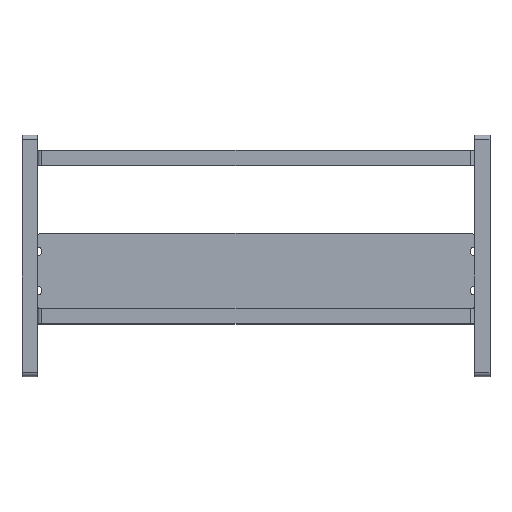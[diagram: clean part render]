
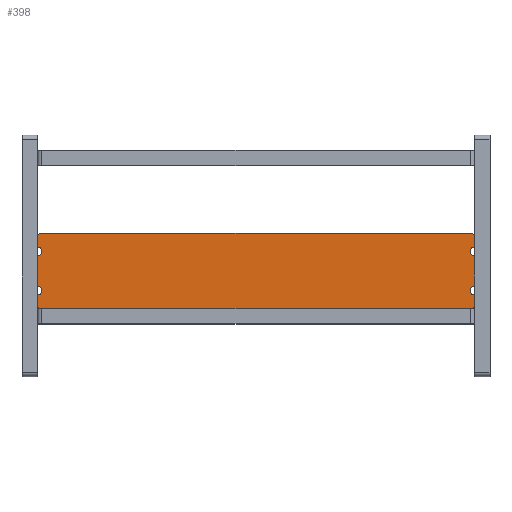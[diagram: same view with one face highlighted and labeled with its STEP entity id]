
A CAD part, top view. The second image highlights one B-rep face of the part: STEP entity #398.
In plain terms, the highlighted face is planar.
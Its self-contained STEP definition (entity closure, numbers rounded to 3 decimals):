
#398=ADVANCED_FACE('',(#1126),#1128,.F.);
#1126=FACE_BOUND('',#1127,.T.);
#1127=EDGE_LOOP('',(#1725,#1726,#1727,#1728,#1729,#1730,#1731,#1732,#1733,#1734,
#1735,#1736,#1737,#1738,#1739,#1740,#1741,#1742,#1743,#1744));
#1128=PLANE('',#1129);
#1129=AXIS2_PLACEMENT_3D('',#1130,#1131,#1132);
#1130=CARTESIAN_POINT('',(0.,-5.,0.));
#1131=DIRECTION('',(0.,1.,0.));
#1132=DIRECTION('',(-1.,0.,0.));
#1725=ORIENTED_EDGE('',*,*,#2057,.F.);
#1726=ORIENTED_EDGE('',*,*,#2052,.F.);
#1727=ORIENTED_EDGE('',*,*,#2047,.F.);
#1728=ORIENTED_EDGE('',*,*,#2044,.F.);
#1729=ORIENTED_EDGE('',*,*,#2041,.F.);
#1730=ORIENTED_EDGE('',*,*,#2038,.F.);
#1731=ORIENTED_EDGE('',*,*,#2035,.F.);
#1732=ORIENTED_EDGE('',*,*,#2032,.F.);
#1733=ORIENTED_EDGE('',*,*,#2058,.F.);
#1734=ORIENTED_EDGE('',*,*,#2030,.F.);
#1735=ORIENTED_EDGE('',*,*,#2059,.F.);
#1736=ORIENTED_EDGE('',*,*,#2026,.F.);
#1737=ORIENTED_EDGE('',*,*,#2021,.F.);
#1738=ORIENTED_EDGE('',*,*,#2018,.F.);
#1739=ORIENTED_EDGE('',*,*,#2015,.F.);
#1740=ORIENTED_EDGE('',*,*,#2012,.F.);
#1741=ORIENTED_EDGE('',*,*,#2009,.F.);
#1742=ORIENTED_EDGE('',*,*,#2006,.F.);
#1743=ORIENTED_EDGE('',*,*,#2060,.F.);
#1744=ORIENTED_EDGE('',*,*,#2002,.F.);
#2002=EDGE_CURVE('',#2461,#2464,#2465,.T.);
#2006=EDGE_CURVE('',#2469,#2472,#2473,.T.);
#2009=EDGE_CURVE('',#2472,#2477,#2478,.T.);
#2012=EDGE_CURVE('',#2477,#2482,#2483,.T.);
#2015=EDGE_CURVE('',#2482,#2487,#2488,.T.);
#2018=EDGE_CURVE('',#2487,#2492,#2493,.T.);
#2021=EDGE_CURVE('',#2492,#2497,#2498,.T.);
#2026=EDGE_CURVE('',#2497,#2502,#2506,.T.);
#2030=EDGE_CURVE('',#2512,#2507,#2514,.T.);
#2032=EDGE_CURVE('',#2515,#2518,#2519,.T.);
#2035=EDGE_CURVE('',#2518,#2523,#2524,.T.);
#2038=EDGE_CURVE('',#2523,#2528,#2529,.T.);
#2041=EDGE_CURVE('',#2528,#2533,#2534,.T.);
#2044=EDGE_CURVE('',#2533,#2538,#2539,.T.);
#2047=EDGE_CURVE('',#2538,#2543,#2544,.T.);
#2052=EDGE_CURVE('',#2543,#2548,#2552,.T.);
#2057=EDGE_CURVE('',#2548,#2461,#2557,.F.);
#2058=EDGE_CURVE('',#2507,#2515,#2558,.F.);
#2059=EDGE_CURVE('',#2502,#2512,#2559,.F.);
#2060=EDGE_CURVE('',#2464,#2469,#2560,.F.);
#2461=VERTEX_POINT('',#3511);
#2464=VERTEX_POINT('',#3516);
#2465=LINE('',#3517,#3518);
#2469=VERTEX_POINT('',#3527);
#2472=VERTEX_POINT('',#3532);
#2473=LINE('',#3533,#3534);
#2477=VERTEX_POINT('',#3543);
#2478=CIRCLE('',#3544,3.);
#2482=VERTEX_POINT('',#3556);
#2483=LINE('',#3557,#3558);
#2487=VERTEX_POINT('',#3567);
#2488=LINE('',#3568,#3569);
#2492=VERTEX_POINT('',#3578);
#2493=LINE('',#3579,#3580);
#2497=VERTEX_POINT('',#3589);
#2498=CIRCLE('',#3590,3.);
#2502=VERTEX_POINT('',#3602);
#2506=LINE('',#3610,#3611);
#2507=VERTEX_POINT('',#3613);
#2512=VERTEX_POINT('',#3622);
#2514=LINE('',#3626,#3627);
#2515=VERTEX_POINT('',#3629);
#2518=VERTEX_POINT('',#3634);
#2519=LINE('',#3635,#3636);
#2523=VERTEX_POINT('',#3645);
#2524=CIRCLE('',#3646,3.);
#2528=VERTEX_POINT('',#3658);
#2529=LINE('',#3659,#3660);
#2533=VERTEX_POINT('',#3669);
#2534=LINE('',#3670,#3671);
#2538=VERTEX_POINT('',#3680);
#2539=LINE('',#3681,#3682);
#2543=VERTEX_POINT('',#3691);
#2544=CIRCLE('',#3692,3.);
#2548=VERTEX_POINT('',#3704);
#2552=LINE('',#3712,#3713);
#2557=CIRCLE('',#3731,3.);
#2558=CIRCLE('',#3735,3.);
#2559=CIRCLE('',#3739,3.);
#2560=CIRCLE('',#3743,3.);
#3511=CARTESIAN_POINT('',(-142.,-5.,25.));
#3516=CARTESIAN_POINT('',(142.,-5.,25.));
#3517=CARTESIAN_POINT('',(-142.,-5.,25.));
#3518=VECTOR('',#3519,1.);
#3519=DIRECTION('',(1.,0.,0.));
#3527=CARTESIAN_POINT('',(145.,-5.,22.));
#3532=CARTESIAN_POINT('',(145.,-5.,16.));
#3533=CARTESIAN_POINT('',(145.,-5.,22.));
#3534=VECTOR('',#3535,1.);
#3535=DIRECTION('',(0.,0.,-1.));
#3543=CARTESIAN_POINT('',(145.,-5.,10.));
#3544=AXIS2_PLACEMENT_3D('',#3545,#3546,#3547);
#3545=CARTESIAN_POINT('',(145.,-5.,13.));
#3546=DIRECTION('',(0.,-1.,0.));
#3547=DIRECTION('',(0.,0.,1.));
#3556=CARTESIAN_POINT('',(155.,-5.,10.));
#3557=CARTESIAN_POINT('',(145.,-5.,10.));
#3558=VECTOR('',#3559,1.);
#3559=DIRECTION('',(1.,0.,0.));
#3567=CARTESIAN_POINT('',(155.,-5.,-10.));
#3568=CARTESIAN_POINT('',(155.,-5.,10.));
#3569=VECTOR('',#3570,1.);
#3570=DIRECTION('',(0.,0.,-1.));
#3578=CARTESIAN_POINT('',(145.,-5.,-10.));
#3579=CARTESIAN_POINT('',(155.,-5.,-10.));
#3580=VECTOR('',#3581,1.);
#3581=DIRECTION('',(-1.,0.,0.));
#3589=CARTESIAN_POINT('',(145.,-5.,-16.));
#3590=AXIS2_PLACEMENT_3D('',#3591,#3592,#3593);
#3591=CARTESIAN_POINT('',(145.,-5.,-13.));
#3592=DIRECTION('',(0.,-1.,0.));
#3593=DIRECTION('',(0.,0.,1.));
#3602=CARTESIAN_POINT('',(145.,-5.,-22.));
#3610=CARTESIAN_POINT('',(145.,-5.,-16.));
#3611=VECTOR('',#3612,1.);
#3612=DIRECTION('',(0.,0.,-1.));
#3613=CARTESIAN_POINT('',(-142.,-5.,-25.));
#3622=CARTESIAN_POINT('',(142.,-5.,-25.));
#3626=CARTESIAN_POINT('',(142.,-5.,-25.));
#3627=VECTOR('',#3628,1.);
#3628=DIRECTION('',(-1.,0.,0.));
#3629=CARTESIAN_POINT('',(-145.,-5.,-22.));
#3634=CARTESIAN_POINT('',(-145.,-5.,-16.));
#3635=CARTESIAN_POINT('',(-145.,-5.,-22.));
#3636=VECTOR('',#3637,1.);
#3637=DIRECTION('',(0.,0.,1.));
#3645=CARTESIAN_POINT('',(-145.,-5.,-10.));
#3646=AXIS2_PLACEMENT_3D('',#3647,#3648,#3649);
#3647=CARTESIAN_POINT('',(-145.,-5.,-13.));
#3648=DIRECTION('',(0.,-1.,0.));
#3649=DIRECTION('',(0.,0.,-1.));
#3658=CARTESIAN_POINT('',(-155.,-5.,-10.));
#3659=CARTESIAN_POINT('',(-145.,-5.,-10.));
#3660=VECTOR('',#3661,1.);
#3661=DIRECTION('',(-1.,0.,0.));
#3669=CARTESIAN_POINT('',(-155.,-5.,10.));
#3670=CARTESIAN_POINT('',(-155.,-5.,-10.));
#3671=VECTOR('',#3672,1.);
#3672=DIRECTION('',(0.,0.,1.));
#3680=CARTESIAN_POINT('',(-145.,-5.,10.));
#3681=CARTESIAN_POINT('',(-155.,-5.,10.));
#3682=VECTOR('',#3683,1.);
#3683=DIRECTION('',(1.,0.,0.));
#3691=CARTESIAN_POINT('',(-145.,-5.,16.));
#3692=AXIS2_PLACEMENT_3D('',#3693,#3694,#3695);
#3693=CARTESIAN_POINT('',(-145.,-5.,13.));
#3694=DIRECTION('',(0.,-1.,0.));
#3695=DIRECTION('',(0.,0.,-1.));
#3704=CARTESIAN_POINT('',(-145.,-5.,22.));
#3712=CARTESIAN_POINT('',(-145.,-5.,16.));
#3713=VECTOR('',#3714,1.);
#3714=DIRECTION('',(0.,0.,1.));
#3731=AXIS2_PLACEMENT_3D('',#3732,#3733,#3734);
#3732=CARTESIAN_POINT('',(-142.,-5.,22.));
#3733=DIRECTION('',(0.,-1.,0.));
#3734=DIRECTION('',(0.,0.,1.));
#3735=AXIS2_PLACEMENT_3D('',#3736,#3737,#3738);
#3736=CARTESIAN_POINT('',(-142.,-5.,-22.));
#3737=DIRECTION('',(0.,-1.,0.));
#3738=DIRECTION('',(-1.,0.,0.));
#3739=AXIS2_PLACEMENT_3D('',#3740,#3741,#3742);
#3740=CARTESIAN_POINT('',(142.,-5.,-22.));
#3741=DIRECTION('',(0.,-1.,0.));
#3742=DIRECTION('',(0.,0.,-1.));
#3743=AXIS2_PLACEMENT_3D('',#3744,#3745,#3746);
#3744=CARTESIAN_POINT('',(142.,-5.,22.));
#3745=DIRECTION('',(0.,-1.,0.));
#3746=DIRECTION('',(1.,0.,0.));
